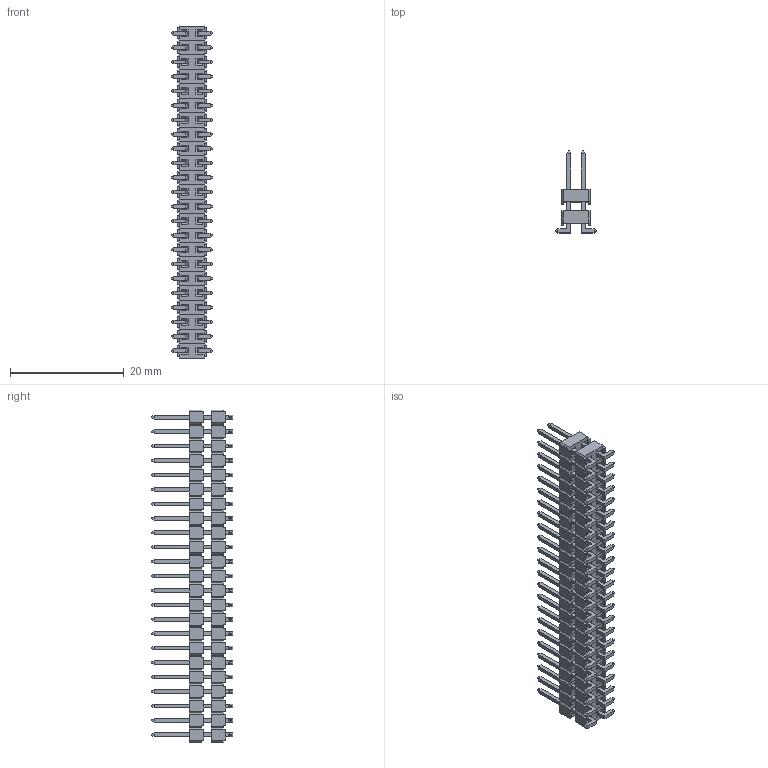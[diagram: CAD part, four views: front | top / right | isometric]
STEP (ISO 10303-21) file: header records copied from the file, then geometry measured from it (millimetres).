
FILE_DESCRIPTION (( 'STEP AP203' ), '1' );
FILE_NAME ('BSTCM-123-D-16-G-300-LF.STEP', '2018-09-12T14:24:50', ( '' ), ( '' ), 'SwSTEP 2.0', 'SolidWorks 2018', '' );
FILE_SCHEMA (( 'CONFIG_CONTROL_DESIGN' ));
Length unit declared in the file: inch
Products named in the file (3): T-025-565 OAL; GC Duel Row; BSTCM-123-D-16-G-300-LF
Assembly tree (576 placements, depth 2):
  BSTCM-123-D-16-G-300-LF
    GC Duel Row  x288
    T-025-565 OAL  x288
Bounding box: 7.37 x 14.35 x 58.42 mm (x, y, z)
Surface area: 31847.6 mm2
Topology: 576 solids, 576 shells, 14976 faces, 36864 edges, 23040 vertices
Faces by surface type: plane 14400, cylinder 576
Entity records: 20175 total; most frequent: DIRECTION 1394, COORDINATED_UNIVERSAL_TIME_OFFSET 1167, CALENDAR_DATE 1167, DATE_AND_TIME 1167, LOCAL_TIME 1167, CARTESIAN_POINT 839, AXIS2_PLACEMENT_3D 635, PERSON_AND_ORGANIZATION 600
